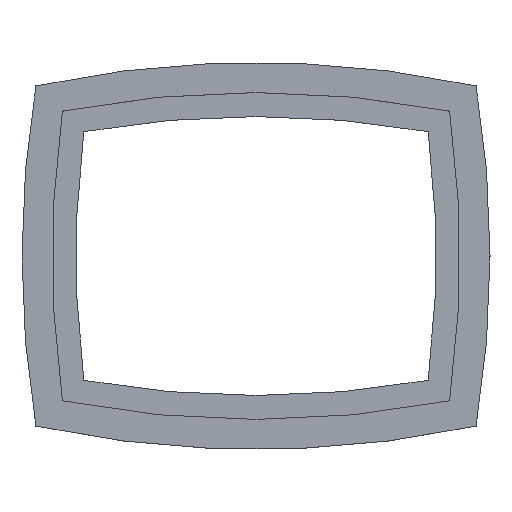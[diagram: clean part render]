
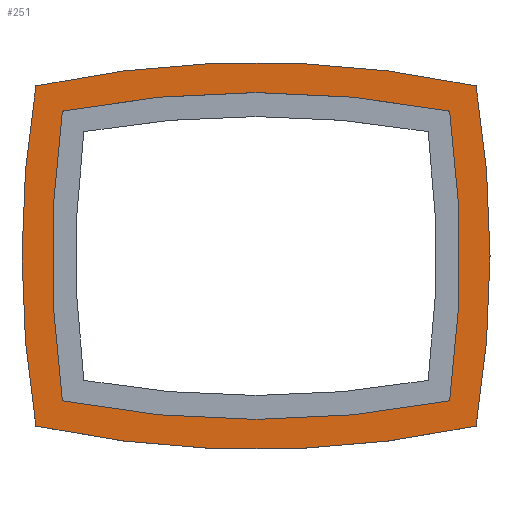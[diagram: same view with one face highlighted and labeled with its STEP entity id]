
A CAD part, top view. The second image highlights one B-rep face of the part: STEP entity #251.
In plain terms, the highlighted planar face has unit normal (0, 0, 1).
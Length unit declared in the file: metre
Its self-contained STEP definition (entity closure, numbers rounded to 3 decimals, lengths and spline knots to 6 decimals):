
#12=PLANE('',#295);
#16=CIRCLE('',#273,0.261905);
#18=CIRCLE('',#276,0.261905);
#20=CIRCLE('',#279,0.261905);
#22=CIRCLE('',#282,0.254405);
#24=CIRCLE('',#285,0.254405);
#26=CIRCLE('',#288,0.254405);
#28=CIRCLE('',#291,0.254405);
#30=CIRCLE('',#294,0.261905);
#71=ORIENTED_EDGE('',*,*,#123,.F.);
#72=ORIENTED_EDGE('',*,*,#127,.F.);
#73=ORIENTED_EDGE('',*,*,#130,.F.);
#74=ORIENTED_EDGE('',*,*,#132,.F.);
#75=ORIENTED_EDGE('',*,*,#114,.T.);
#76=ORIENTED_EDGE('',*,*,#117,.T.);
#77=ORIENTED_EDGE('',*,*,#120,.T.);
#78=ORIENTED_EDGE('',*,*,#134,.T.);
#114=EDGE_CURVE('',#147,#150,#16,.T.);
#117=EDGE_CURVE('',#150,#152,#18,.T.);
#120=EDGE_CURVE('',#152,#154,#20,.T.);
#123=EDGE_CURVE('',#157,#158,#22,.T.);
#127=EDGE_CURVE('',#160,#157,#24,.T.);
#130=EDGE_CURVE('',#162,#160,#26,.T.);
#132=EDGE_CURVE('',#158,#162,#28,.T.);
#134=EDGE_CURVE('',#154,#147,#30,.T.);
#147=VERTEX_POINT('',#405);
#150=VERTEX_POINT('',#410);
#152=VERTEX_POINT('',#416);
#154=VERTEX_POINT('',#422);
#157=VERTEX_POINT('',#429);
#158=VERTEX_POINT('',#431);
#160=VERTEX_POINT('',#437);
#162=VERTEX_POINT('',#443);
#203=EDGE_LOOP('',(#71,#72,#73,#74));
#204=EDGE_LOOP('',(#75,#76,#77,#78));
#221=FACE_BOUND('',#203,.T.);
#222=FACE_BOUND('',#204,.T.);
#251=ADVANCED_FACE('',(#221,#222),#12,.T.);
#273=AXIS2_PLACEMENT_3D('',#411,#318,#319);
#276=AXIS2_PLACEMENT_3D('',#417,#325,#326);
#279=AXIS2_PLACEMENT_3D('',#423,#332,#333);
#282=AXIS2_PLACEMENT_3D('',#430,#339,#340);
#285=AXIS2_PLACEMENT_3D('',#438,#347,#348);
#288=AXIS2_PLACEMENT_3D('',#444,#354,#355);
#291=AXIS2_PLACEMENT_3D('',#447,#360,#361);
#294=AXIS2_PLACEMENT_3D('',#450,#366,#367);
#295=AXIS2_PLACEMENT_3D('',#451,#368,#369);
#318=DIRECTION('',(0.,0.,1.));
#319=DIRECTION('',(0.,-1.,0.));
#325=DIRECTION('',(0.,0.,1.));
#326=DIRECTION('',(0.,-1.,0.));
#332=DIRECTION('',(0.,0.,1.));
#333=DIRECTION('',(0.,-1.,0.));
#339=DIRECTION('',(0.,0.,1.));
#340=DIRECTION('',(0.,-1.,0.));
#347=DIRECTION('',(0.,0.,1.));
#348=DIRECTION('',(0.,-1.,0.));
#354=DIRECTION('',(0.,0.,1.));
#355=DIRECTION('',(0.,-1.,0.));
#360=DIRECTION('',(0.,0.,1.));
#361=DIRECTION('',(0.,-1.,0.));
#366=DIRECTION('',(0.,0.,1.));
#367=DIRECTION('',(0.,-1.,0.));
#368=DIRECTION('',(0.,0.,1.));
#369=DIRECTION('',(1.,0.,0.));
#405=CARTESIAN_POINT('',(0.123,-0.01,0.084));
#410=CARTESIAN_POINT('',(0.123,0.075,0.084));
#411=CARTESIAN_POINT('',(-0.135433,0.0325,0.084));
#416=CARTESIAN_POINT('',(0.013,0.075,0.084));
#417=CARTESIAN_POINT('',(0.068,-0.181065,0.084));
#422=CARTESIAN_POINT('',(0.013,-0.01,0.084));
#423=CARTESIAN_POINT('',(0.271433,0.0325,0.084));
#429=CARTESIAN_POINT('',(0.019617,-0.003697,0.084));
#430=CARTESIAN_POINT('',(0.068,0.246065,0.084));
#431=CARTESIAN_POINT('',(0.116383,-0.003697,0.084));
#437=CARTESIAN_POINT('',(0.019617,0.068697,0.084));
#438=CARTESIAN_POINT('',(0.271433,0.0325,0.084));
#443=CARTESIAN_POINT('',(0.116383,0.068697,0.084));
#444=CARTESIAN_POINT('',(0.068,-0.181065,0.084));
#447=CARTESIAN_POINT('',(-0.135433,0.0325,0.084));
#450=CARTESIAN_POINT('',(0.068,0.246065,0.084));
#451=CARTESIAN_POINT('',(0.068,0.0325,0.084));
